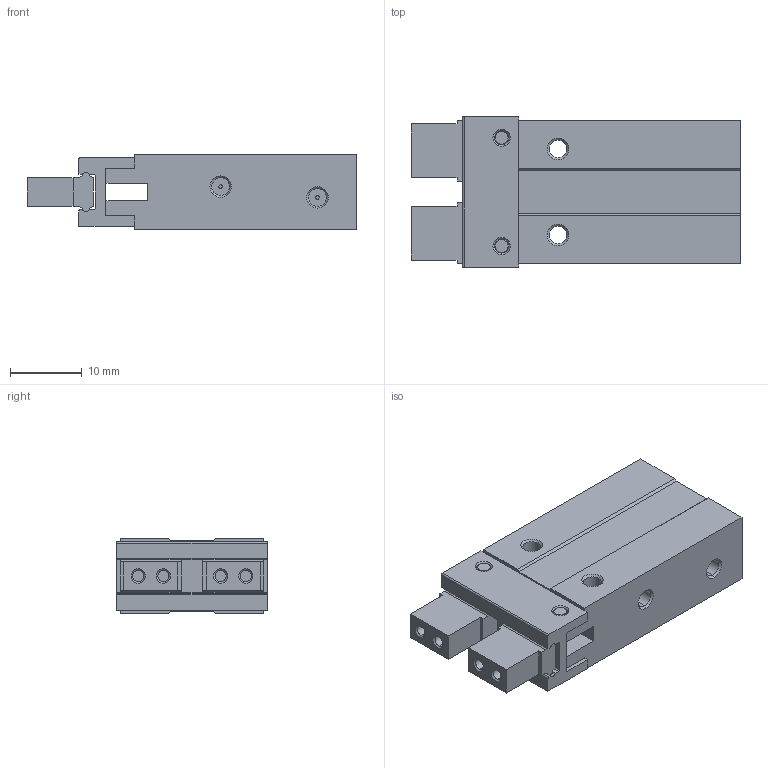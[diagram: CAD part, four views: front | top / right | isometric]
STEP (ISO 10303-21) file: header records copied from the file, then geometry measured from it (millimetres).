
FILE_DESCRIPTION (( 'STEP AP203' ), '1' );
FILE_NAME ('KP06MD-MB.step', '2017-07-18T20:16:00', ( '' ), ( '' ), 'SwSTEP 2.0', 'SolidWorks 2017', '' );
FILE_SCHEMA (( 'CONFIG_CONTROL_DESIGN' ));
Length unit declared in the file: millimetre
Products named in the file (4): KP06MD-MB-1; KP06MD-MB-2; KP06MD-MB-3; KP06MD-MB
Assembly tree (3 placements, depth 2):
  KP06MD-MB
    KP06MD-MB-1
    KP06MD-MB-2
    KP06MD-MB-3
Bounding box: 46 x 21 x 10.5 mm (x, y, z)
Volume: 6980.6 mm3; surface area: 5051 mm2
Topology: 3 solids, 3 shells, 180 faces, 436 edges, 278 vertices
Faces by surface type: plane 98, cylinder 44, cone 38
Entity records: 5726 total; most frequent: CARTESIAN_POINT 1110, DIRECTION 872, ORIENTED_EDGE 872, EDGE_CURVE 436, AXIS2_PLACEMENT_3D 320, VERTEX_POINT 278, VECTOR 232, LINE 232
